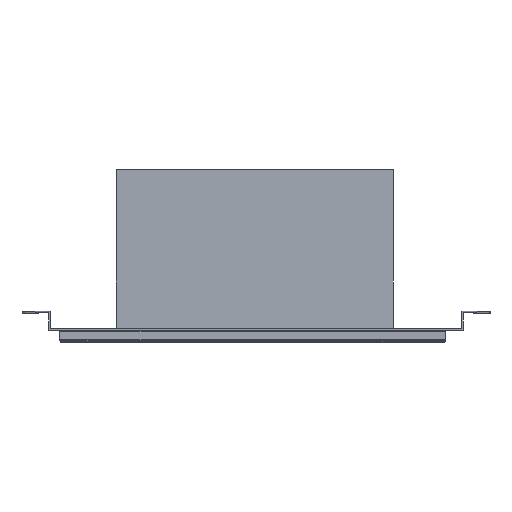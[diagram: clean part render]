
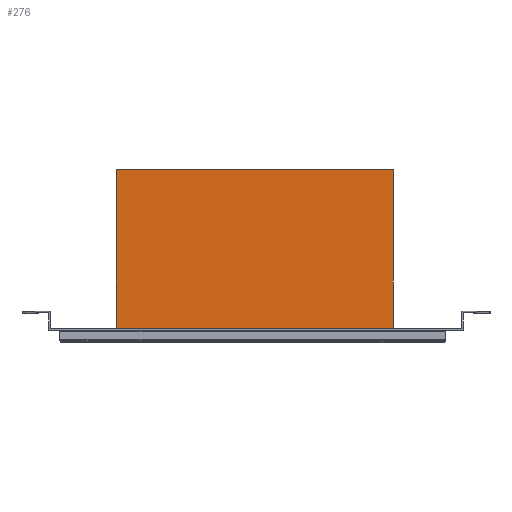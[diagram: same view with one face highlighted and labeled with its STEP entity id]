
A CAD part, left-side view. The second image highlights one B-rep face of the part: STEP entity #276.
In plain terms, the highlighted planar face has unit normal (-1, 0, 0).
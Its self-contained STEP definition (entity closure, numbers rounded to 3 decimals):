
#103 = VECTOR ( 'NONE', #2396, 1000. ) ;
#124 = ORIENTED_EDGE ( 'NONE', *, *, #186, .F. ) ;
#178 = PLANE ( 'NONE',  #2449 ) ;
#186 = EDGE_CURVE ( 'NONE', #2307, #1207, #647, .T. ) ;
#223 = ORIENTED_EDGE ( 'NONE', *, *, #1429, .F. ) ;
#276 = ADVANCED_FACE ( 'NONE', ( #2784 ), #178, .F. ) ;
#508 = VECTOR ( 'NONE', #2930, 1000. ) ;
#549 = CARTESIAN_POINT ( 'NONE',  ( -15473.834, 1805.592, 1203.501 ) ) ;
#647 = LINE ( 'NONE', #549, #2266 ) ;
#699 = DIRECTION ( 'NONE',  ( 0., 0., 1. ) ) ;
#749 = LINE ( 'NONE', #785, #103 ) ;
#785 = CARTESIAN_POINT ( 'NONE',  ( -15473.834, 1805.592, 171.798 ) ) ;
#847 = EDGE_CURVE ( 'NONE', #2307, #2310, #749, .T. ) ;
#990 = VERTEX_POINT ( 'NONE', #1793 ) ;
#1207 = VERTEX_POINT ( 'NONE', #1474 ) ;
#1412 = DIRECTION ( 'NONE',  ( 0., -1., 0. ) ) ;
#1429 = EDGE_CURVE ( 'NONE', #1207, #990, #2350, .T. ) ;
#1474 = CARTESIAN_POINT ( 'NONE',  ( -15473.834, 1805.592, 2235.205 ) ) ;
#1493 = CARTESIAN_POINT ( 'NONE',  ( -15473.834, 1805.592, 171.798 ) ) ;
#1503 = CARTESIAN_POINT ( 'NONE',  ( -15473.834, -1774.32, 171.798 ) ) ;
#1687 = LINE ( 'NONE', #2250, #508 ) ;
#1793 = CARTESIAN_POINT ( 'NONE',  ( -15473.834, -1774.321, 2235.204 ) ) ;
#2250 = CARTESIAN_POINT ( 'NONE',  ( -15473.834, -1774.32, 171.798 ) ) ;
#2266 = VECTOR ( 'NONE', #699, 1000. ) ;
#2307 = VERTEX_POINT ( 'NONE', #1493 ) ;
#2310 = VERTEX_POINT ( 'NONE', #1503 ) ;
#2342 = ORIENTED_EDGE ( 'NONE', *, *, #2487, .T. ) ;
#2350 = LINE ( 'NONE', #2999, #2943 ) ;
#2378 = EDGE_LOOP ( 'NONE', ( #2342, #223, #124, #2801 ) ) ;
#2396 = DIRECTION ( 'NONE',  ( 0., -1., 0. ) ) ;
#2449 = AXIS2_PLACEMENT_3D ( 'NONE', #2852, #2786, #2741 ) ;
#2487 = EDGE_CURVE ( 'NONE', #2310, #990, #1687, .T. ) ;
#2741 = DIRECTION ( 'NONE',  ( 0., 0., -1. ) ) ;
#2784 = FACE_OUTER_BOUND ( 'NONE', #2378, .T. ) ;
#2786 = DIRECTION ( 'NONE',  ( 1., 0., 0. ) ) ;
#2801 = ORIENTED_EDGE ( 'NONE', *, *, #847, .T. ) ;
#2852 = CARTESIAN_POINT ( 'NONE',  ( -15473.834, 0., 0. ) ) ;
#2930 = DIRECTION ( 'NONE',  ( 0., 0., 1. ) ) ;
#2943 = VECTOR ( 'NONE', #1412, 1000. ) ;
#2999 = CARTESIAN_POINT ( 'NONE',  ( -15473.834, 1805.592, 2235.205 ) ) ;
